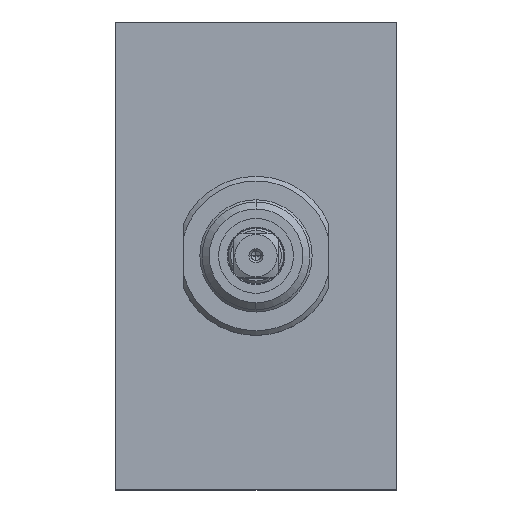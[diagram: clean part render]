
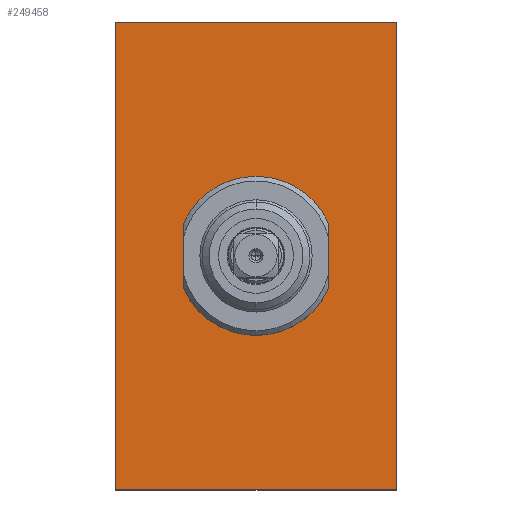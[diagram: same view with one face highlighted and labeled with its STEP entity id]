
A CAD part, top view. The second image highlights one B-rep face of the part: STEP entity #249458.
In plain terms, the highlighted planar face has unit normal (0, 0, 1).
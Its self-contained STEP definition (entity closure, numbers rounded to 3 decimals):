
#249281=DIRECTION('',(0.,-1.,0.));
#249282=VECTOR('',#249281,100.);
#249283=CARTESIAN_POINT('',(-30.,50.,4.));
#249284=LINE('',#249283,#249282);
#249288=DIRECTION('',(-1.,0.,0.));
#249289=VECTOR('',#249288,60.);
#249290=CARTESIAN_POINT('',(30.,50.,4.));
#249291=LINE('',#249290,#249289);
#249295=DIRECTION('',(0.,1.,0.));
#249296=VECTOR('',#249295,100.);
#249297=CARTESIAN_POINT('',(30.,-50.,4.));
#249298=LINE('',#249297,#249296);
#249302=DIRECTION('',(1.,0.,0.));
#249303=VECTOR('',#249302,60.);
#249304=CARTESIAN_POINT('',(-30.,-50.,4.));
#249305=LINE('',#249304,#249303);
#249309=CARTESIAN_POINT('',(0.,0.,4.));
#249310=DIRECTION('',(0.,0.,-1.));
#249311=DIRECTION('',(-1.,0.,0.));
#249312=AXIS2_PLACEMENT_3D('',#249309,#249310,#249311);
#249317=CARTESIAN_POINT('',(0.,0.,4.));
#249318=DIRECTION('',(0.,0.,-1.));
#249319=DIRECTION('',(1.,0.,0.));
#249320=AXIS2_PLACEMENT_3D('',#249317,#249318,#249319);
#249347=CARTESIAN_POINT('',(-30.,50.,4.));
#249348=CARTESIAN_POINT('',(-30.,-50.,4.));
#249349=VERTEX_POINT('',#249347);
#249350=VERTEX_POINT('',#249348);
#249351=CARTESIAN_POINT('',(30.,-50.,4.));
#249352=VERTEX_POINT('',#249351);
#249353=CARTESIAN_POINT('',(30.,50.,4.));
#249354=VERTEX_POINT('',#249353);
#249359=CARTESIAN_POINT('',(-12.,0.,4.));
#249360=CARTESIAN_POINT('',(12.,0.,4.));
#249361=VERTEX_POINT('',#249359);
#249362=VERTEX_POINT('',#249360);
#249441=CARTESIAN_POINT('',(0.,0.,4.));
#249442=DIRECTION('',(0.,0.,1.));
#249443=DIRECTION('',(1.,0.,0.));
#249444=AXIS2_PLACEMENT_3D('',#249441,#249442,#249443);
#249445=PLANE('',#249444);
#249446=ORIENTED_EDGE('',*,*,#249393,.F.);
#249447=ORIENTED_EDGE('',*,*,#249408,.F.);
#249448=ORIENTED_EDGE('',*,*,#249422,.F.);
#249449=ORIENTED_EDGE('',*,*,#249435,.F.);
#249450=EDGE_LOOP('',(#249446,#249447,#249448,#249449));
#249451=FACE_OUTER_BOUND('',#249450,.F.);
#249453=ORIENTED_EDGE('',*,*,#249452,.F.);
#249455=ORIENTED_EDGE('',*,*,#249454,.F.);
#249456=EDGE_LOOP('',(#249453,#249455));
#249457=FACE_BOUND('',#249456,.F.);
#249458=ADVANCED_FACE('',(#249451,#249457),#249445,.T.);
#249313=CIRCLE('',#249312,12.);
#249321=CIRCLE('',#249320,12.);
#249393=EDGE_CURVE('',#249349,#249350,#249284,.T.);
#249408=EDGE_CURVE('',#249354,#249349,#249291,.T.);
#249422=EDGE_CURVE('',#249352,#249354,#249298,.T.);
#249435=EDGE_CURVE('',#249350,#249352,#249305,.T.);
#249452=EDGE_CURVE('',#249361,#249362,#249313,.T.);
#249454=EDGE_CURVE('',#249362,#249361,#249321,.T.);
